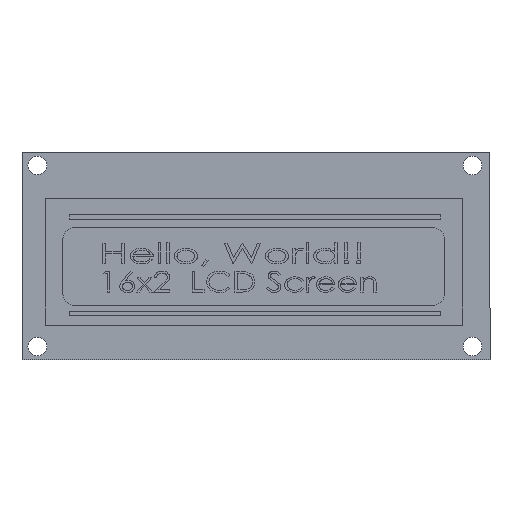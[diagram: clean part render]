
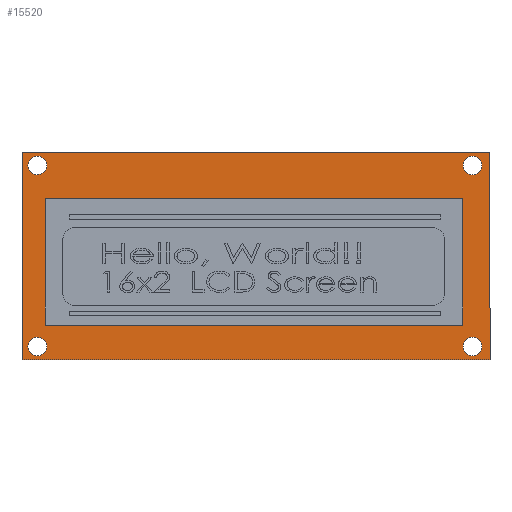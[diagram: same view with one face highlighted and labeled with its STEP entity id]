
A CAD part, top view. The second image highlights one B-rep face of the part: STEP entity #15520.
In plain terms, the highlighted planar face has unit normal (0, 0, 1).
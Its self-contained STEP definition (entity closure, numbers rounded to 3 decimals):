
#119 = DIRECTION ( 'NONE',  ( 1., 0., 0. ) ) ;
#574 = EDGE_CURVE ( 'NONE', #10011, #7205, #9904, .T. ) ;
#803 = DIRECTION ( 'NONE',  ( 0., -1., 0. ) ) ;
#954 = EDGE_CURVE ( 'NONE', #15641, #20346, #20420, .T. ) ;
#1007 = EDGE_CURVE ( 'NONE', #7205, #10011, #12111, .T. ) ;
#1287 = ORIENTED_EDGE ( 'NONE', *, *, #3078, .F. ) ;
#1434 = DIRECTION ( 'NONE',  ( 1., 0., 0. ) ) ;
#1491 = VECTOR ( 'NONE', #14966, 1000. ) ;
#1536 = AXIS2_PLACEMENT_3D ( 'NONE', #8711, #10572, #15710 ) ;
#2095 = VERTEX_POINT ( 'NONE', #6490 ) ;
#2176 = VECTOR ( 'NONE', #3386, 1000. ) ;
#2840 = VECTOR ( 'NONE', #17447, 1000. ) ;
#3001 = VERTEX_POINT ( 'NONE', #12559 ) ;
#3078 = EDGE_CURVE ( 'NONE', #14862, #10435, #16935, .T. ) ;
#3359 = DIRECTION ( 'NONE',  ( 0., 0., 1. ) ) ;
#3386 = DIRECTION ( 'NONE',  ( 0., 1., 0. ) ) ;
#3396 = LINE ( 'NONE', #7947, #14237 ) ;
#3477 = VECTOR ( 'NONE', #803, 1000. ) ;
#3524 = ORIENTED_EDGE ( 'NONE', *, *, #5787, .F. ) ;
#3645 = AXIS2_PLACEMENT_3D ( 'NONE', #13808, #8301, #11802 ) ;
#3702 = CARTESIAN_POINT ( 'NONE',  ( -45.307, -18.427, 1.55 ) ) ;
#4600 = EDGE_LOOP ( 'NONE', ( #22521, #1287, #15528, #17357 ) ) ;
#4682 = ORIENTED_EDGE ( 'NONE', *, *, #14835, .F. ) ;
#4992 = VERTEX_POINT ( 'NONE', #17666 ) ;
#5029 = DIRECTION ( 'NONE',  ( 0., 0., 1. ) ) ;
#5345 = EDGE_LOOP ( 'NONE', ( #15825, #17032 ) ) ;
#5514 = CARTESIAN_POINT ( 'NONE',  ( -41.307, 9.203, 1.55 ) ) ;
#5676 = CARTESIAN_POINT ( 'NONE',  ( -41.307, 9.203, 1.55 ) ) ;
#5695 = LINE ( 'NONE', #18914, #3477 ) ;
#5787 = EDGE_CURVE ( 'NONE', #18947, #14936, #7602, .T. ) ;
#6137 = LINE ( 'NONE', #12786, #7244 ) ;
#6305 = CARTESIAN_POINT ( 'NONE',  ( 30.073, -12.504, 1.55 ) ) ;
#6490 = CARTESIAN_POINT ( 'NONE',  ( -41.307, -12.504, 1.55 ) ) ;
#6649 = EDGE_CURVE ( 'NONE', #10435, #2095, #18378, .T. ) ;
#6746 = ORIENTED_EDGE ( 'NONE', *, *, #11163, .T. ) ;
#6840 = FACE_BOUND ( 'NONE', #15441, .T. ) ;
#6893 = CARTESIAN_POINT ( 'NONE',  ( -42.692, -16.151, 1.55 ) ) ;
#7189 = LINE ( 'NONE', #21137, #2176 ) ;
#7205 = VERTEX_POINT ( 'NONE', #8880 ) ;
#7244 = VECTOR ( 'NONE', #19954, 1000. ) ;
#7457 = DIRECTION ( 'NONE',  ( 0., 0., 1. ) ) ;
#7602 = CIRCLE ( 'NONE', #20945, 1.595 ) ;
#7746 = ORIENTED_EDGE ( 'NONE', *, *, #17510, .F. ) ;
#7947 = CARTESIAN_POINT ( 'NONE',  ( -45.307, 17.113, 1.55 ) ) ;
#8213 = DIRECTION ( 'NONE',  ( 0., 0., 1. ) ) ;
#8259 = CIRCLE ( 'NONE', #13061, 1.595 ) ;
#8263 = CARTESIAN_POINT ( 'NONE',  ( 33.387, -16.151, 1.55 ) ) ;
#8301 = DIRECTION ( 'NONE',  ( 0., 0., 1. ) ) ;
#8444 = ORIENTED_EDGE ( 'NONE', *, *, #1007, .F. ) ;
#8471 = LINE ( 'NONE', #21902, #1491 ) ;
#8711 = CARTESIAN_POINT ( 'NONE',  ( 31.792, -16.151, 1.55 ) ) ;
#8867 = EDGE_LOOP ( 'NONE', ( #13982, #8444 ) ) ;
#8880 = CARTESIAN_POINT ( 'NONE',  ( 33.387, 14.832, 1.55 ) ) ;
#8943 = CIRCLE ( 'NONE', #16338, 1.595 ) ;
#9461 = CARTESIAN_POINT ( 'NONE',  ( 34.773, 17.113, 1.55 ) ) ;
#9477 = VERTEX_POINT ( 'NONE', #11258 ) ;
#9525 = LINE ( 'NONE', #17294, #2840 ) ;
#9904 = CIRCLE ( 'NONE', #14782, 1.595 ) ;
#9933 = EDGE_CURVE ( 'NONE', #19745, #3001, #9525, .T. ) ;
#10011 = VERTEX_POINT ( 'NONE', #10615 ) ;
#10394 = EDGE_CURVE ( 'NONE', #2095, #10529, #6137, .T. ) ;
#10435 = VERTEX_POINT ( 'NONE', #5676 ) ;
#10497 = CARTESIAN_POINT ( 'NONE',  ( 31.792, 14.832, 1.55 ) ) ;
#10529 = VERTEX_POINT ( 'NONE', #6305 ) ;
#10572 = DIRECTION ( 'NONE',  ( 0., 0., 1. ) ) ;
#10615 = CARTESIAN_POINT ( 'NONE',  ( 30.197, 14.832, 1.55 ) ) ;
#10964 = CARTESIAN_POINT ( 'NONE',  ( -42.692, 14.832, 1.55 ) ) ;
#11163 = EDGE_CURVE ( 'NONE', #3001, #19445, #7189, .T. ) ;
#11211 = CARTESIAN_POINT ( 'NONE',  ( -41.097, -16.151, 1.55 ) ) ;
#11258 = CARTESIAN_POINT ( 'NONE',  ( -44.287, 14.832, 1.55 ) ) ;
#11462 = ORIENTED_EDGE ( 'NONE', *, *, #15612, .T. ) ;
#11605 = FACE_OUTER_BOUND ( 'NONE', #12624, .T. ) ;
#11641 = PLANE ( 'NONE',  #22539 ) ;
#11738 = CARTESIAN_POINT ( 'NONE',  ( -41.307, 9.203, 1.55 ) ) ;
#11752 = VECTOR ( 'NONE', #12622, 1000. ) ;
#11802 = DIRECTION ( 'NONE',  ( 1., 0., 0. ) ) ;
#11876 = EDGE_CURVE ( 'NONE', #20346, #15641, #8259, .T. ) ;
#11927 = ORIENTED_EDGE ( 'NONE', *, *, #21965, .F. ) ;
#12043 = EDGE_LOOP ( 'NONE', ( #4682, #3524 ) ) ;
#12111 = CIRCLE ( 'NONE', #17280, 1.595 ) ;
#12422 = FACE_BOUND ( 'NONE', #5345, .T. ) ;
#12476 = VERTEX_POINT ( 'NONE', #20292 ) ;
#12559 = CARTESIAN_POINT ( 'NONE',  ( 34.773, -18.427, 1.55 ) ) ;
#12622 = DIRECTION ( 'NONE',  ( 0., -1., 0. ) ) ;
#12624 = EDGE_LOOP ( 'NONE', ( #11462, #16575, #6746, #20136 ) ) ;
#12762 = DIRECTION ( 'NONE',  ( 1., 0., 0. ) ) ;
#12786 = CARTESIAN_POINT ( 'NONE',  ( -41.307, -12.504, 1.55 ) ) ;
#13061 = AXIS2_PLACEMENT_3D ( 'NONE', #19639, #21403, #119 ) ;
#13808 = CARTESIAN_POINT ( 'NONE',  ( -42.692, 14.832, 1.55 ) ) ;
#13902 = DIRECTION ( 'NONE',  ( 1., 0., 0. ) ) ;
#13982 = ORIENTED_EDGE ( 'NONE', *, *, #574, .F. ) ;
#14237 = VECTOR ( 'NONE', #20348, 1000. ) ;
#14782 = AXIS2_PLACEMENT_3D ( 'NONE', #10497, #3359, #21111 ) ;
#14835 = EDGE_CURVE ( 'NONE', #14936, #18947, #19924, .T. ) ;
#14862 = VERTEX_POINT ( 'NONE', #15559 ) ;
#14936 = VERTEX_POINT ( 'NONE', #21333 ) ;
#14966 = DIRECTION ( 'NONE',  ( 0., 1., 0. ) ) ;
#15057 = CARTESIAN_POINT ( 'NONE',  ( 0., 0., 1.55 ) ) ;
#15150 = DIRECTION ( 'NONE',  ( -1., 0., 0. ) ) ;
#15199 = FACE_BOUND ( 'NONE', #12043, .T. ) ;
#15281 = DIRECTION ( 'NONE',  ( 1., 0., 0. ) ) ;
#15441 = EDGE_LOOP ( 'NONE', ( #11927, #7746 ) ) ;
#15520 = ADVANCED_FACE ( 'NONE', ( #16301, #19882, #12422, #11605, #6840, #15199 ), #11641, .T. ) ;
#15528 = ORIENTED_EDGE ( 'NONE', *, *, #20925, .F. ) ;
#15559 = CARTESIAN_POINT ( 'NONE',  ( 30.073, 9.203, 1.55 ) ) ;
#15612 = EDGE_CURVE ( 'NONE', #12476, #19745, #5695, .T. ) ;
#15641 = VERTEX_POINT ( 'NONE', #16822 ) ;
#15710 = DIRECTION ( 'NONE',  ( 1., 0., 0. ) ) ;
#15825 = ORIENTED_EDGE ( 'NONE', *, *, #954, .F. ) ;
#15844 = DIRECTION ( 'NONE',  ( 0., 0., 1. ) ) ;
#15921 = DIRECTION ( 'NONE',  ( 1., 0., 0. ) ) ;
#16301 = FACE_BOUND ( 'NONE', #4600, .T. ) ;
#16338 = AXIS2_PLACEMENT_3D ( 'NONE', #10964, #7457, #12762 ) ;
#16575 = ORIENTED_EDGE ( 'NONE', *, *, #9933, .T. ) ;
#16822 = CARTESIAN_POINT ( 'NONE',  ( -44.287, -16.151, 1.55 ) ) ;
#16935 = LINE ( 'NONE', #11738, #19146 ) ;
#17032 = ORIENTED_EDGE ( 'NONE', *, *, #11876, .F. ) ;
#17151 = AXIS2_PLACEMENT_3D ( 'NONE', #6893, #5029, #1434 ) ;
#17266 = EDGE_CURVE ( 'NONE', #19445, #12476, #3396, .T. ) ;
#17280 = AXIS2_PLACEMENT_3D ( 'NONE', #17380, #19318, #13902 ) ;
#17294 = CARTESIAN_POINT ( 'NONE',  ( -45.307, -18.427, 1.55 ) ) ;
#17357 = ORIENTED_EDGE ( 'NONE', *, *, #10394, .F. ) ;
#17380 = CARTESIAN_POINT ( 'NONE',  ( 31.792, 14.832, 1.55 ) ) ;
#17447 = DIRECTION ( 'NONE',  ( 1., 0., 0. ) ) ;
#17510 = EDGE_CURVE ( 'NONE', #4992, #9477, #8943, .T. ) ;
#17666 = CARTESIAN_POINT ( 'NONE',  ( -41.097, 14.832, 1.55 ) ) ;
#18378 = LINE ( 'NONE', #5514, #11752 ) ;
#18914 = CARTESIAN_POINT ( 'NONE',  ( -45.307, 17.113, 1.55 ) ) ;
#18947 = VERTEX_POINT ( 'NONE', #8263 ) ;
#19146 = VECTOR ( 'NONE', #15150, 1000. ) ;
#19241 = CIRCLE ( 'NONE', #3645, 1.595 ) ;
#19318 = DIRECTION ( 'NONE',  ( 0., 0., 1. ) ) ;
#19445 = VERTEX_POINT ( 'NONE', #9461 ) ;
#19639 = CARTESIAN_POINT ( 'NONE',  ( -42.692, -16.151, 1.55 ) ) ;
#19745 = VERTEX_POINT ( 'NONE', #3702 ) ;
#19882 = FACE_BOUND ( 'NONE', #8867, .T. ) ;
#19924 = CIRCLE ( 'NONE', #1536, 1.595 ) ;
#19954 = DIRECTION ( 'NONE',  ( 1., 0., 0. ) ) ;
#20136 = ORIENTED_EDGE ( 'NONE', *, *, #17266, .T. ) ;
#20292 = CARTESIAN_POINT ( 'NONE',  ( -45.307, 17.113, 1.55 ) ) ;
#20346 = VERTEX_POINT ( 'NONE', #11211 ) ;
#20348 = DIRECTION ( 'NONE',  ( -1., 0., 0. ) ) ;
#20420 = CIRCLE ( 'NONE', #17151, 1.595 ) ;
#20925 = EDGE_CURVE ( 'NONE', #10529, #14862, #8471, .T. ) ;
#20945 = AXIS2_PLACEMENT_3D ( 'NONE', #21388, #15844, #15921 ) ;
#21111 = DIRECTION ( 'NONE',  ( 1., 0., 0. ) ) ;
#21137 = CARTESIAN_POINT ( 'NONE',  ( 34.773, 17.113, 1.55 ) ) ;
#21333 = CARTESIAN_POINT ( 'NONE',  ( 30.197, -16.151, 1.55 ) ) ;
#21388 = CARTESIAN_POINT ( 'NONE',  ( 31.792, -16.151, 1.55 ) ) ;
#21403 = DIRECTION ( 'NONE',  ( 0., 0., 1. ) ) ;
#21902 = CARTESIAN_POINT ( 'NONE',  ( 30.073, 9.203, 1.55 ) ) ;
#21965 = EDGE_CURVE ( 'NONE', #9477, #4992, #19241, .T. ) ;
#22521 = ORIENTED_EDGE ( 'NONE', *, *, #6649, .F. ) ;
#22539 = AXIS2_PLACEMENT_3D ( 'NONE', #15057, #8213, #15281 ) ;
